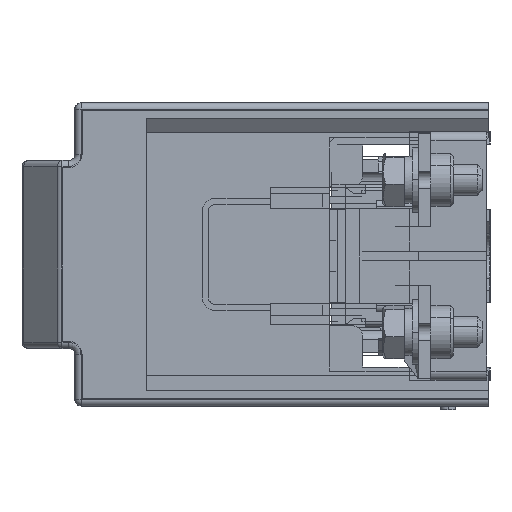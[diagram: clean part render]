
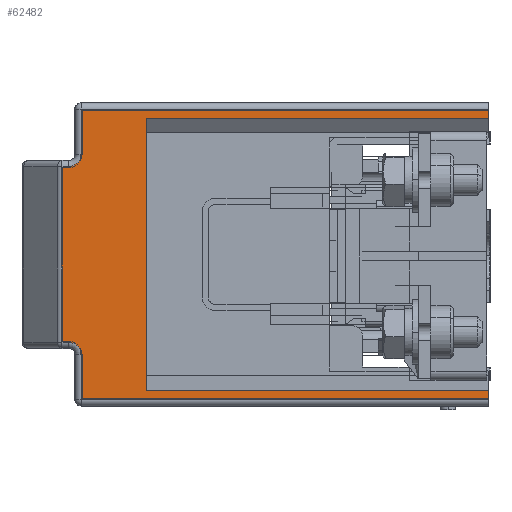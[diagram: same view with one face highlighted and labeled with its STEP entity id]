
A CAD part, left-side view. The second image highlights one B-rep face of the part: STEP entity #62482.
In plain terms, the highlighted planar face has unit normal (-1, 0, 0).
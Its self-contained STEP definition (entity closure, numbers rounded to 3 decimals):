
#1861 = VERTEX_POINT ( 'NONE', #45673 ) ;
#2053 = VECTOR ( 'NONE', #41023, 1000. ) ;
#2315 = EDGE_CURVE ( 'NONE', #24321, #17824, #13445, .T. ) ;
#4072 = VERTEX_POINT ( 'NONE', #16057 ) ;
#4182 = DIRECTION ( 'NONE',  ( 0., 1., 0. ) ) ;
#5281 = LINE ( 'NONE', #49942, #17187 ) ;
#6523 = VERTEX_POINT ( 'NONE', #43568 ) ;
#6798 = EDGE_CURVE ( 'NONE', #17824, #1861, #48278, .T. ) ;
#8178 = EDGE_CURVE ( 'NONE', #36906, #40122, #25008, .T. ) ;
#10249 = ORIENTED_EDGE ( 'NONE', *, *, #13624, .T. ) ;
#10350 = CARTESIAN_POINT ( 'NONE',  ( -63.348, -0.5, 84.25 ) ) ;
#10858 = PLANE ( 'NONE',  #65604 ) ;
#11052 = CARTESIAN_POINT ( 'NONE',  ( -63.348, 109.5, -3.25 ) ) ;
#11067 = DIRECTION ( 'NONE',  ( -1., 0., 0. ) ) ;
#11337 = CARTESIAN_POINT ( 'NONE',  ( -63.348, 130.5, 72.75 ) ) ;
#11368 = CARTESIAN_POINT ( 'NONE',  ( -63.348, -0.5, -6.25 ) ) ;
#11450 = VERTEX_POINT ( 'NONE', #51552 ) ;
#12242 = ORIENTED_EDGE ( 'NONE', *, *, #61635, .T. ) ;
#12876 = DIRECTION ( 'NONE',  ( -1., 0., 0. ) ) ;
#12911 = VERTEX_POINT ( 'NONE', #45852 ) ;
#13445 = LINE ( 'NONE', #59534, #52388 ) ;
#13624 = EDGE_CURVE ( 'NONE', #64513, #63059, #20303, .T. ) ;
#13656 = VECTOR ( 'NONE', #50858, 1000. ) ;
#13869 = CARTESIAN_POINT ( 'NONE',  ( -63.348, 130.5, -6.25 ) ) ;
#14068 = CARTESIAN_POINT ( 'NONE',  ( -63.348, -0.5, 87.25 ) ) ;
#14730 = VERTEX_POINT ( 'NONE', #11337 ) ;
#14883 = EDGE_CURVE ( 'NONE', #6523, #12911, #48074, .T. ) ;
#15606 = LINE ( 'NONE', #35890, #2053 ) ;
#16057 = CARTESIAN_POINT ( 'NONE',  ( -63.348, 136.672, 12.25 ) ) ;
#16072 = VECTOR ( 'NONE', #34037, 1000. ) ;
#16572 = EDGE_LOOP ( 'NONE', ( #24345, #44820, #29282, #26980, #44907, #46736, #42760, #50325, #29665, #26436, #41898, #12242, #10249, #31709 ) ) ;
#17187 = VECTOR ( 'NONE', #24412, 1000. ) ;
#17824 = VERTEX_POINT ( 'NONE', #10350 ) ;
#20303 = LINE ( 'NONE', #52579, #45751 ) ;
#21167 = EDGE_CURVE ( 'NONE', #30634, #14730, #15606, .T. ) ;
#21277 = VECTOR ( 'NONE', #35945, 1000. ) ;
#23016 = CARTESIAN_POINT ( 'NONE',  ( -63.348, 134.5, 68.75 ) ) ;
#23338 = AXIS2_PLACEMENT_3D ( 'NONE', #55420, #25002, #60524 ) ;
#23882 = CARTESIAN_POINT ( 'NONE',  ( -63.348, 130.5, -8.25 ) ) ;
#24195 = VERTEX_POINT ( 'NONE', #23016 ) ;
#24321 = VERTEX_POINT ( 'NONE', #14068 ) ;
#24345 = ORIENTED_EDGE ( 'NONE', *, *, #8178, .F. ) ;
#24412 = DIRECTION ( 'NONE',  ( 0., -1., 0. ) ) ;
#24918 = VECTOR ( 'NONE', #54290, 1000. ) ;
#25002 = DIRECTION ( 'NONE',  ( -1., 0., 0. ) ) ;
#25008 = LINE ( 'NONE', #51146, #50453 ) ;
#25368 = CARTESIAN_POINT ( 'NONE',  ( -63.348, 109.5, -3.25 ) ) ;
#25722 = CARTESIAN_POINT ( 'NONE',  ( -63.348, -0.5, 84.25 ) ) ;
#26389 = LINE ( 'NONE', #29143, #51820 ) ;
#26408 = LINE ( 'NONE', #54805, #38350 ) ;
#26436 = ORIENTED_EDGE ( 'NONE', *, *, #53415, .T. ) ;
#26980 = ORIENTED_EDGE ( 'NONE', *, *, #2315, .F. ) ;
#27153 = LINE ( 'NONE', #45791, #13656 ) ;
#29143 = CARTESIAN_POINT ( 'NONE',  ( -63.348, 137.5, 68.75 ) ) ;
#29145 = DIRECTION ( 'NONE',  ( 0., 0., -1. ) ) ;
#29282 = ORIENTED_EDGE ( 'NONE', *, *, #6798, .F. ) ;
#29665 = ORIENTED_EDGE ( 'NONE', *, *, #45946, .T. ) ;
#30143 = EDGE_CURVE ( 'NONE', #24195, #14730, #31110, .T. ) ;
#30634 = VERTEX_POINT ( 'NONE', #50278 ) ;
#31110 = CIRCLE ( 'NONE', #23338, 4. ) ;
#31709 = ORIENTED_EDGE ( 'NONE', *, *, #50551, .F. ) ;
#31943 = FACE_OUTER_BOUND ( 'NONE', #16572, .T. ) ;
#32143 = EDGE_CURVE ( 'NONE', #24321, #30634, #26408, .T. ) ;
#34037 = DIRECTION ( 'NONE',  ( 0., 0., -1. ) ) ;
#35890 = CARTESIAN_POINT ( 'NONE',  ( -63.348, 130.5, 70.75 ) ) ;
#35945 = DIRECTION ( 'NONE',  ( 0., 1., 0. ) ) ;
#36906 = VERTEX_POINT ( 'NONE', #11052 ) ;
#38350 = VECTOR ( 'NONE', #4182, 1000. ) ;
#38444 = LINE ( 'NONE', #23882, #24918 ) ;
#39048 = EDGE_CURVE ( 'NONE', #1861, #36906, #59653, .T. ) ;
#40122 = VERTEX_POINT ( 'NONE', #50559 ) ;
#41023 = DIRECTION ( 'NONE',  ( 0., 0., -1. ) ) ;
#41574 = CARTESIAN_POINT ( 'NONE',  ( -63.348, -0.5, 70.75 ) ) ;
#41898 = ORIENTED_EDGE ( 'NONE', *, *, #14883, .F. ) ;
#42760 = ORIENTED_EDGE ( 'NONE', *, *, #30143, .F. ) ;
#43385 = CARTESIAN_POINT ( 'NONE',  ( -63.348, 134.5, 8.25 ) ) ;
#43568 = CARTESIAN_POINT ( 'NONE',  ( -63.348, 130.5, 8.25 ) ) ;
#44820 = ORIENTED_EDGE ( 'NONE', *, *, #39048, .F. ) ;
#44907 = ORIENTED_EDGE ( 'NONE', *, *, #32143, .T. ) ;
#45673 = CARTESIAN_POINT ( 'NONE',  ( -63.348, 109.5, 84.25 ) ) ;
#45751 = VECTOR ( 'NONE', #57702, 1000. ) ;
#45791 = CARTESIAN_POINT ( 'NONE',  ( -63.348, -0.5, 89.25 ) ) ;
#45852 = CARTESIAN_POINT ( 'NONE',  ( -63.348, 134.5, 12.25 ) ) ;
#45946 = EDGE_CURVE ( 'NONE', #11450, #4072, #54989, .T. ) ;
#45984 = EDGE_CURVE ( 'NONE', #24195, #11450, #26389, .T. ) ;
#46669 = DIRECTION ( 'NONE',  ( 0., 0., 1. ) ) ;
#46736 = ORIENTED_EDGE ( 'NONE', *, *, #21167, .T. ) ;
#48074 = CIRCLE ( 'NONE', #52823, 4. ) ;
#48278 = LINE ( 'NONE', #25722, #21277 ) ;
#48442 = DIRECTION ( 'NONE',  ( 0., 0., 1. ) ) ;
#49942 = CARTESIAN_POINT ( 'NONE',  ( -63.348, 132.5, 12.25 ) ) ;
#50278 = CARTESIAN_POINT ( 'NONE',  ( -63.348, 130.5, 87.25 ) ) ;
#50325 = ORIENTED_EDGE ( 'NONE', *, *, #45984, .T. ) ;
#50453 = VECTOR ( 'NONE', #56235, 1000. ) ;
#50551 = EDGE_CURVE ( 'NONE', #40122, #63059, #27153, .T. ) ;
#50559 = CARTESIAN_POINT ( 'NONE',  ( -63.348, -0.5, -3.25 ) ) ;
#50858 = DIRECTION ( 'NONE',  ( 0., 0., -1. ) ) ;
#51146 = CARTESIAN_POINT ( 'NONE',  ( -63.348, -0.5, -3.25 ) ) ;
#51552 = CARTESIAN_POINT ( 'NONE',  ( -63.348, 136.672, 68.75 ) ) ;
#51820 = VECTOR ( 'NONE', #59532, 1000. ) ;
#52388 = VECTOR ( 'NONE', #29145, 1000. ) ;
#52579 = CARTESIAN_POINT ( 'NONE',  ( -63.348, -0.5, -6.25 ) ) ;
#52823 = AXIS2_PLACEMENT_3D ( 'NONE', #43385, #12876, #48442 ) ;
#53415 = EDGE_CURVE ( 'NONE', #4072, #12911, #5281, .T. ) ;
#54290 = DIRECTION ( 'NONE',  ( 0., 0., -1. ) ) ;
#54805 = CARTESIAN_POINT ( 'NONE',  ( -63.348, 132.5, 87.25 ) ) ;
#54989 = LINE ( 'NONE', #64402, #16072 ) ;
#55420 = CARTESIAN_POINT ( 'NONE',  ( -63.348, 134.5, 72.75 ) ) ;
#56235 = DIRECTION ( 'NONE',  ( 0., -1., 0. ) ) ;
#56474 = VECTOR ( 'NONE', #61314, 1000. ) ;
#57702 = DIRECTION ( 'NONE',  ( 0., -1., 0. ) ) ;
#59532 = DIRECTION ( 'NONE',  ( 0., 1., 0. ) ) ;
#59534 = CARTESIAN_POINT ( 'NONE',  ( -63.348, -0.5, 89.25 ) ) ;
#59653 = LINE ( 'NONE', #25368, #56474 ) ;
#60524 = DIRECTION ( 'NONE',  ( 0., 0., 1. ) ) ;
#61314 = DIRECTION ( 'NONE',  ( 0., 0., -1. ) ) ;
#61635 = EDGE_CURVE ( 'NONE', #6523, #64513, #38444, .T. ) ;
#62482 = ADVANCED_FACE ( 'NONE', ( #31943 ), #10858, .T. ) ;
#63059 = VERTEX_POINT ( 'NONE', #11368 ) ;
#64402 = CARTESIAN_POINT ( 'NONE',  ( -63.348, 136.672, 70.75 ) ) ;
#64513 = VERTEX_POINT ( 'NONE', #13869 ) ;
#65604 = AXIS2_PLACEMENT_3D ( 'NONE', #41574, #11067, #46669 ) ;
